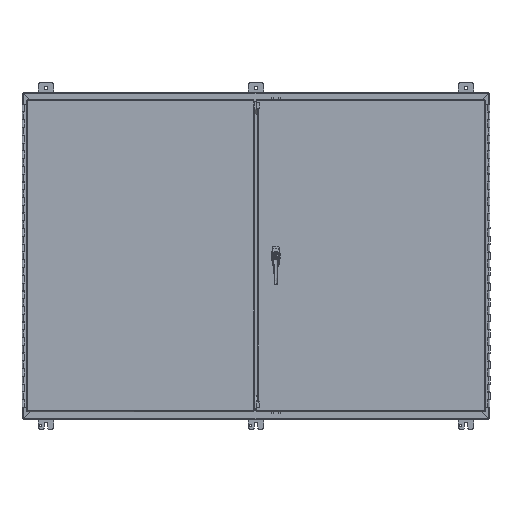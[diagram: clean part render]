
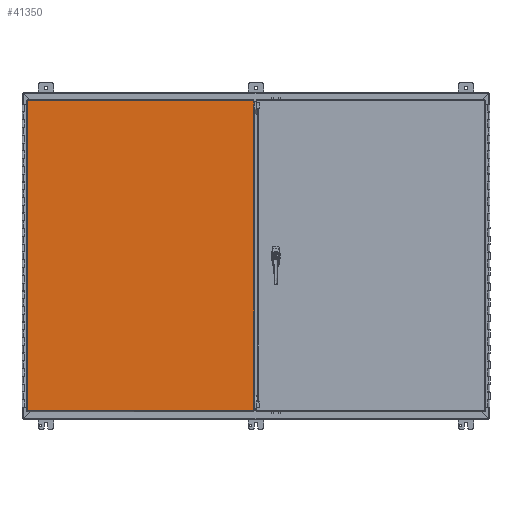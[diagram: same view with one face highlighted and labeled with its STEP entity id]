
A CAD part, top view. The second image highlights one B-rep face of the part: STEP entity #41350.
In plain terms, the highlighted face is planar.
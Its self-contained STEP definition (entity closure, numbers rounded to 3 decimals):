
#3342=PLANE('',#45129);
#5284=FACE_OUTER_BOUND('',#7718,.T.);
#7718=EDGE_LOOP('',(#34312,#34313,#34314,#34315,#34316,#34317,#34318,#34319,
#34320,#34321,#34322,#34323));
#11922=LINE('',#92229,#15332);
#11925=LINE('',#92240,#15335);
#11928=LINE('',#92247,#15338);
#11932=LINE('',#92254,#15342);
#11934=LINE('',#92258,#15344);
#11935=LINE('',#92260,#15345);
#11936=LINE('',#92262,#15346);
#11937=LINE('',#92264,#15347);
#11938=LINE('',#92266,#15348);
#11939=LINE('',#92268,#15349);
#11940=LINE('',#92270,#15350);
#11941=LINE('',#92271,#15351);
#15332=VECTOR('',#52597,0.394);
#15335=VECTOR('',#52612,0.394);
#15338=VECTOR('',#52617,0.394);
#15342=VECTOR('',#52623,0.394);
#15344=VECTOR('',#52627,0.394);
#15345=VECTOR('',#52628,0.394);
#15346=VECTOR('',#52629,0.394);
#15347=VECTOR('',#52630,0.394);
#15348=VECTOR('',#52631,0.394);
#15349=VECTOR('',#52632,0.394);
#15350=VECTOR('',#52633,0.394);
#15351=VECTOR('',#52634,0.394);
#19155=VERTEX_POINT('',#92218);
#19156=VERTEX_POINT('',#92228);
#19158=VERTEX_POINT('',#92239);
#19160=VERTEX_POINT('',#92245);
#19161=VERTEX_POINT('',#92246);
#19164=VERTEX_POINT('',#92257);
#19165=VERTEX_POINT('',#92259);
#19166=VERTEX_POINT('',#92261);
#19167=VERTEX_POINT('',#92263);
#19168=VERTEX_POINT('',#92265);
#19169=VERTEX_POINT('',#92267);
#19170=VERTEX_POINT('',#92269);
#24421=EDGE_CURVE('',#19156,#19155,#11922,.T.);
#24426=EDGE_CURVE('',#19158,#19156,#11925,.T.);
#24429=EDGE_CURVE('',#19160,#19161,#11928,.T.);
#24433=EDGE_CURVE('',#19161,#19158,#11932,.T.);
#24435=EDGE_CURVE('',#19155,#19164,#11934,.T.);
#24436=EDGE_CURVE('',#19164,#19165,#11935,.T.);
#24437=EDGE_CURVE('',#19165,#19166,#11936,.T.);
#24438=EDGE_CURVE('',#19166,#19167,#11937,.T.);
#24439=EDGE_CURVE('',#19167,#19168,#11938,.T.);
#24440=EDGE_CURVE('',#19168,#19169,#11939,.T.);
#24441=EDGE_CURVE('',#19169,#19170,#11940,.T.);
#24442=EDGE_CURVE('',#19170,#19160,#11941,.T.);
#34312=ORIENTED_EDGE('',*,*,#24429,.T.);
#34313=ORIENTED_EDGE('',*,*,#24433,.T.);
#34314=ORIENTED_EDGE('',*,*,#24426,.T.);
#34315=ORIENTED_EDGE('',*,*,#24421,.T.);
#34316=ORIENTED_EDGE('',*,*,#24435,.T.);
#34317=ORIENTED_EDGE('',*,*,#24436,.T.);
#34318=ORIENTED_EDGE('',*,*,#24437,.T.);
#34319=ORIENTED_EDGE('',*,*,#24438,.T.);
#34320=ORIENTED_EDGE('',*,*,#24439,.T.);
#34321=ORIENTED_EDGE('',*,*,#24440,.T.);
#34322=ORIENTED_EDGE('',*,*,#24441,.T.);
#34323=ORIENTED_EDGE('',*,*,#24442,.T.);
#41350=ADVANCED_FACE('',(#5284),#3342,.F.);
#45129=AXIS2_PLACEMENT_3D('',#92256,#52625,#52626);
#52597=DIRECTION('',(0.,-1.,0.));
#52612=DIRECTION('',(1.,0.,0.));
#52617=DIRECTION('',(-1.,0.,0.));
#52623=DIRECTION('',(0.,-1.,0.));
#52625=DIRECTION('center_axis',(0.,0.,1.));
#52626=DIRECTION('ref_axis',(1.,0.,0.));
#52627=DIRECTION('',(-1.,0.,0.));
#52628=DIRECTION('',(0.,-1.,0.));
#52629=DIRECTION('',(1.,0.,0.));
#52630=DIRECTION('',(0.,-1.,0.));
#52631=DIRECTION('',(-1.,0.,0.));
#52632=DIRECTION('',(0.,1.,0.));
#52633=DIRECTION('',(1.,0.,0.));
#52634=DIRECTION('',(0.,-1.,0.));
#92218=CARTESIAN_POINT('',(14.563,-19.082,0.));
#92228=CARTESIAN_POINT('',(14.563,19.082,0.));
#92229=CARTESIAN_POINT('',(14.563,9.541,0.));
#92239=CARTESIAN_POINT('',(14.562,19.082,0.));
#92240=CARTESIAN_POINT('',(7.281,19.082,0.));
#92245=CARTESIAN_POINT('',(14.594,19.082,0.));
#92246=CARTESIAN_POINT('',(14.562,19.082,0.));
#92247=CARTESIAN_POINT('',(7.297,19.082,0.));
#92254=CARTESIAN_POINT('',(14.562,9.541,0.));
#92256=CARTESIAN_POINT('Origin',(0.,0.,0.));
#92257=CARTESIAN_POINT('',(14.562,-19.082,0.));
#92258=CARTESIAN_POINT('',(7.297,-19.082,0.));
#92259=CARTESIAN_POINT('',(14.562,-19.082,0.));
#92260=CARTESIAN_POINT('',(14.562,-9.541,0.));
#92261=CARTESIAN_POINT('',(14.594,-19.082,0.));
#92262=CARTESIAN_POINT('',(7.281,-19.082,0.));
#92263=CARTESIAN_POINT('',(14.594,-19.926,0.));
#92264=CARTESIAN_POINT('',(14.594,20.031,0.));
#92265=CARTESIAN_POINT('',(-14.489,-19.926,0.));
#92266=CARTESIAN_POINT('',(7.297,-19.926,0.));
#92267=CARTESIAN_POINT('',(-14.489,19.926,0.));
#92268=CARTESIAN_POINT('',(-14.489,-9.963,0.));
#92269=CARTESIAN_POINT('',(14.594,19.926,0.));
#92270=CARTESIAN_POINT('',(-7.297,19.926,0.));
#92271=CARTESIAN_POINT('',(14.594,20.031,0.));
